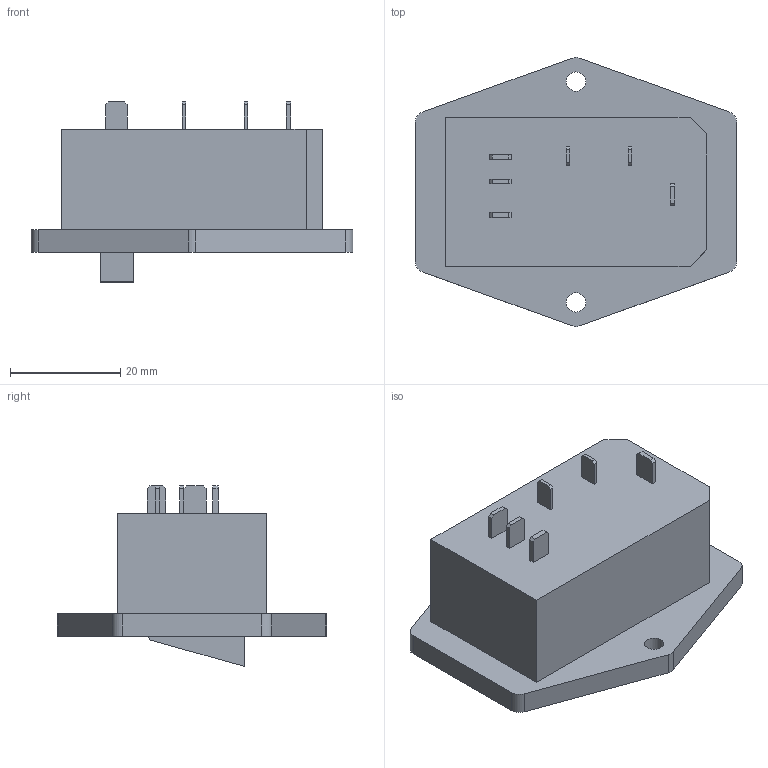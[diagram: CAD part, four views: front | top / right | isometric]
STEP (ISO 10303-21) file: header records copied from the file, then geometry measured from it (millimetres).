
FILE_DESCRIPTION(/* description */ (''),/* implementation_level */ '2;1');
FILE_NAME(/* name */ 'power switch.stp',/* time_stamp */ '2020-11-19T20:26:36+03:00',/* author */ ('Max'),/* organization */ (''),/* preprocessor_version */ 'ST-DEVELOPER v16.5',/* originating_system */ 'Autodesk Inventor 2017',/* authorisation */ '');
FILE_SCHEMA (('AUTOMOTIVE_DESIGN { 1 0 10303 214 3 1 1 }'));
Length unit declared in the file: millimetre
Products named in the file (1): power switch
Bounding box: 58.2 x 48.75 x 32.65 mm (x, y, z)
Volume: 28528.5 mm3; surface area: 9229.1 mm2
Topology: 1 solids, 1 shells, 101 faces, 261 edges, 174 vertices
Faces by surface type: plane 90, cylinder 9, cone 2
Full cylindrical faces by diameter (mm): 3.5 x2
Entity records: 3158 total; most frequent: CARTESIAN_POINT 529, ORIENTED_EDGE 510, DIRECTION 479, EDGE_CURVE 255, LINE 235, VECTOR 235, VERTEX_POINT 172, AXIS2_PLACEMENT_3D 122
